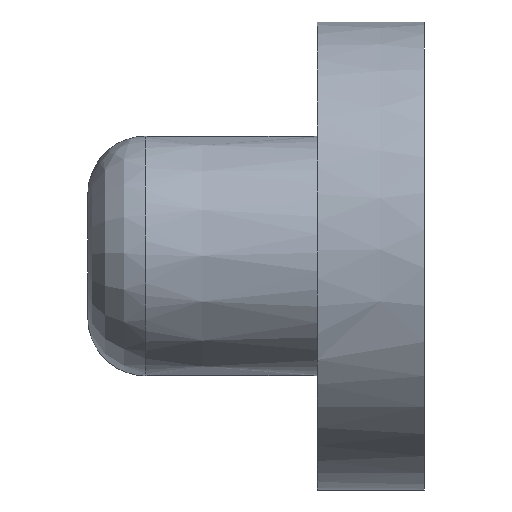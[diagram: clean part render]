
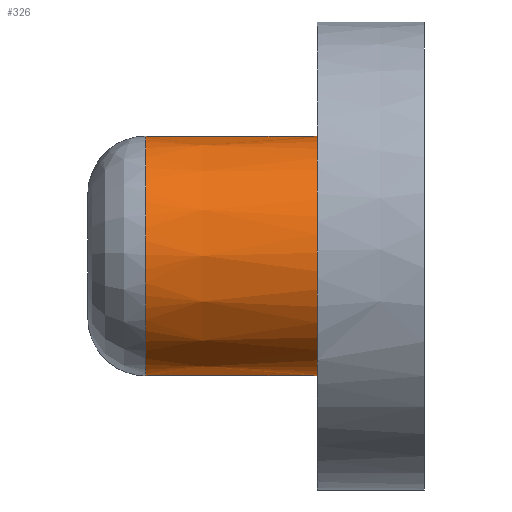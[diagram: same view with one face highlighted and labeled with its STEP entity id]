
A CAD part, top view. The second image highlights one B-rep face of the part: STEP entity #326.
In plain terms, the highlighted free-form (B-spline) face has degree [3, 1] with [7, 3] control points.
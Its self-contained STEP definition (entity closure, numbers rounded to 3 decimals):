
#75=CARTESIAN_POINT('',(-43.5,-11.762,3.056));
#76=VERTEX_POINT('',#75);
#77=CARTESIAN_POINT('',(-44.996,-11.762,3.056));
#78=VERTEX_POINT('',#77);
#79=CARTESIAN_POINT('',(-43.5,-11.762,3.056));
#80=DIRECTION('',(-1.,0.,0.));
#81=VECTOR('',#80,1.496);
#82=LINE('',#79,#81);
#83=EDGE_CURVE('',#76,#78,#82,.T.);
#85=CARTESIAN_POINT('',(-44.996,-9.672,3.056));
#86=VERTEX_POINT('',#85);
#148=CARTESIAN_POINT('',(-43.5,-9.672,3.056));
#149=VERTEX_POINT('',#148);
#150=CARTESIAN_POINT('',(-43.5,-9.672,3.056));
#151=DIRECTION('',(-1.,0.,0.));
#152=VECTOR('',#151,1.496);
#153=LINE('',#150,#152);
#154=EDGE_CURVE('',#149,#86,#153,.T.);
#199=CARTESIAN_POINT('',(-43.5,-9.672,3.056));
#200=CARTESIAN_POINT('',(-44.5,-9.672,3.056));
#201=CARTESIAN_POINT('',(-44.996,-9.672,3.056));
#202=CARTESIAN_POINT('',(-43.5,-9.672,3.333));
#203=CARTESIAN_POINT('',(-44.5,-9.672,3.333));
#204=CARTESIAN_POINT('',(-44.996,-9.672,3.333));
#205=CARTESIAN_POINT('',(-43.5,-9.898,3.874));
#206=CARTESIAN_POINT('',(-44.5,-9.898,3.874));
#207=CARTESIAN_POINT('',(-44.996,-9.898,3.874));
#208=CARTESIAN_POINT('',(-43.5,-10.716,4.215));
#209=CARTESIAN_POINT('',(-44.5,-10.716,4.215));
#210=CARTESIAN_POINT('',(-44.996,-10.716,4.215));
#211=CARTESIAN_POINT('',(-43.5,-11.536,3.876));
#212=CARTESIAN_POINT('',(-44.5,-11.536,3.876));
#213=CARTESIAN_POINT('',(-44.996,-11.536,3.876));
#214=CARTESIAN_POINT('',(-43.5,-11.762,3.332));
#215=CARTESIAN_POINT('',(-44.5,-11.762,3.332));
#216=CARTESIAN_POINT('',(-44.996,-11.762,3.332));
#217=CARTESIAN_POINT('',(-43.5,-11.762,3.056));
#218=CARTESIAN_POINT('',(-44.5,-11.762,3.056));
#219=CARTESIAN_POINT('',(-44.996,-11.762,3.056));
#220=B_SPLINE_SURFACE_WITH_KNOTS('',3,1,((#199,#200,#201),(#202,#203,#204),(#205,#206,#207),(#208,#209,#210),(#211,#212,#213),(#214,#215,#216),(#217,#218,#219)),.UNSPECIFIED.,.F.,.F.,.U.,(4,1,1,1,4),(2,1,2),(0.,0.001,0.002,0.002,0.003),(0.355,1.,1.32),.UNSPECIFIED.);
#221=ORIENTED_EDGE('',*,*,#154,.T.);
#222=CARTESIAN_POINT('',(-44.996,-9.672,3.056));
#223=CARTESIAN_POINT('',(-44.996,-9.672,3.127));
#224=CARTESIAN_POINT('',(-44.996,-9.68,3.196));
#225=CARTESIAN_POINT('',(-44.996,-9.693,3.263));
#226=CARTESIAN_POINT('',(-44.996,-9.707,3.329));
#227=CARTESIAN_POINT('',(-44.996,-9.726,3.393));
#228=CARTESIAN_POINT('',(-44.996,-9.752,3.455));
#229=CARTESIAN_POINT('',(-44.996,-9.803,3.58));
#230=CARTESIAN_POINT('',(-44.996,-9.877,3.696));
#231=CARTESIAN_POINT('',(-44.996,-9.98,3.798));
#232=CARTESIAN_POINT('',(-44.996,-10.031,3.849));
#233=CARTESIAN_POINT('',(-44.996,-10.085,3.891));
#234=CARTESIAN_POINT('',(-44.996,-10.142,3.928));
#235=CARTESIAN_POINT('',(-44.996,-10.198,3.965));
#236=CARTESIAN_POINT('',(-44.996,-10.257,3.996));
#237=CARTESIAN_POINT('',(-44.996,-10.319,4.021));
#238=CARTESIAN_POINT('',(-44.996,-10.38,4.047));
#239=CARTESIAN_POINT('',(-44.996,-10.443,4.066));
#240=CARTESIAN_POINT('',(-44.996,-10.51,4.08));
#241=CARTESIAN_POINT('',(-44.996,-10.577,4.094));
#242=CARTESIAN_POINT('',(-44.996,-10.647,4.102));
#243=CARTESIAN_POINT('',(-44.996,-10.718,4.102));
#244=CARTESIAN_POINT('',(-44.996,-10.862,4.101));
#245=CARTESIAN_POINT('',(-44.996,-10.995,4.071));
#246=CARTESIAN_POINT('',(-44.996,-11.117,4.021));
#247=CARTESIAN_POINT('',(-44.996,-11.178,3.995));
#248=CARTESIAN_POINT('',(-44.996,-11.238,3.964));
#249=CARTESIAN_POINT('',(-44.996,-11.295,3.927));
#250=CARTESIAN_POINT('',(-44.996,-11.351,3.89));
#251=CARTESIAN_POINT('',(-44.996,-11.405,3.847));
#252=CARTESIAN_POINT('',(-44.996,-11.456,3.796));
#253=CARTESIAN_POINT('',(-44.996,-11.507,3.745));
#254=CARTESIAN_POINT('',(-44.996,-11.551,3.69));
#255=CARTESIAN_POINT('',(-44.996,-11.589,3.633));
#256=CARTESIAN_POINT('',(-44.996,-11.626,3.576));
#257=CARTESIAN_POINT('',(-44.996,-11.657,3.517));
#258=CARTESIAN_POINT('',(-44.996,-11.682,3.455));
#259=CARTESIAN_POINT('',(-44.996,-11.708,3.393));
#260=CARTESIAN_POINT('',(-44.996,-11.728,3.328));
#261=CARTESIAN_POINT('',(-44.996,-11.741,3.262));
#262=CARTESIAN_POINT('',(-44.996,-11.748,3.229));
#263=CARTESIAN_POINT('',(-44.996,-11.753,3.196));
#264=CARTESIAN_POINT('',(-44.996,-11.757,3.161));
#265=CARTESIAN_POINT('',(-44.996,-11.759,3.144));
#266=CARTESIAN_POINT('',(-44.996,-11.76,3.127));
#267=CARTESIAN_POINT('',(-44.996,-11.761,3.109));
#268=CARTESIAN_POINT('',(-44.996,-11.761,3.101));
#269=CARTESIAN_POINT('',(-44.996,-11.762,3.092));
#270=CARTESIAN_POINT('',(-44.996,-11.762,3.083));
#271=CARTESIAN_POINT('',(-44.996,-11.762,3.078));
#272=CARTESIAN_POINT('',(-44.996,-11.762,3.074));
#273=CARTESIAN_POINT('',(-44.996,-11.762,3.069));
#274=CARTESIAN_POINT('',(-44.996,-11.762,3.067));
#275=CARTESIAN_POINT('',(-44.996,-11.762,3.065));
#276=CARTESIAN_POINT('',(-44.996,-11.762,3.063));
#277=CARTESIAN_POINT('',(-44.996,-11.762,3.061));
#278=CARTESIAN_POINT('',(-44.996,-11.762,3.057));
#279=CARTESIAN_POINT('',(-44.996,-11.762,3.056));
#280=B_SPLINE_CURVE_WITH_KNOTS('',3,(#222,#223,#224,#225,#226,#227,#228,#229,#230,#231,#232,#233,#234,#235,#236,#237,#238,#239,#240,#241,#242,#243,#244,#245,#246,#247,
#248,#249,#250,#251,#252,#253,#254,#255,#256,#257,#258,#259,#260,#261,#262,#263,#264,#265,#266,#267,#268,#269,#270,#271,#272,
#273,#274,#275,#276,#277,#278,#279),.UNSPECIFIED.,.F.,.F.,(4,3,3,3,3,3,3,3,3,3,3,3,3,3,3,3,3,3,3,4),(0.,0.,0.,0.,0.001,0.001,0.001,0.001,0.001,0.001,0.001,0.001,0.001,0.002,0.002,0.002,0.002,0.002,0.002,0.002),.UNSPECIFIED.);
#281=EDGE_CURVE('',#86,#78,#280,.T.);
#282=ORIENTED_EDGE('',*,*,#281,.T.);
#283=ORIENTED_EDGE('',*,*,#83,.F.);
#284=CARTESIAN_POINT('',(-43.5,-9.672,3.056));
#285=CARTESIAN_POINT('',(-43.5,-9.672,3.125));
#286=CARTESIAN_POINT('',(-43.5,-9.679,3.193));
#287=CARTESIAN_POINT('',(-43.5,-9.693,3.26));
#288=CARTESIAN_POINT('',(-43.5,-9.706,3.326));
#289=CARTESIAN_POINT('',(-43.5,-9.726,3.393));
#290=CARTESIAN_POINT('',(-43.5,-9.752,3.456));
#291=CARTESIAN_POINT('',(-43.5,-9.778,3.519));
#292=CARTESIAN_POINT('',(-43.5,-9.81,3.58));
#293=CARTESIAN_POINT('',(-43.5,-9.848,3.636));
#294=CARTESIAN_POINT('',(-43.5,-9.885,3.693));
#295=CARTESIAN_POINT('',(-43.5,-9.929,3.747));
#296=CARTESIAN_POINT('',(-43.5,-9.978,3.795));
#297=CARTESIAN_POINT('',(-43.5,-10.171,3.988));
#298=CARTESIAN_POINT('',(-43.5,-10.444,4.101));
#299=CARTESIAN_POINT('',(-43.5,-10.716,4.102));
#300=CARTESIAN_POINT('',(-43.5,-10.784,4.102));
#301=CARTESIAN_POINT('',(-43.5,-10.853,4.095));
#302=CARTESIAN_POINT('',(-43.5,-10.92,4.081));
#303=CARTESIAN_POINT('',(-43.5,-10.987,4.067));
#304=CARTESIAN_POINT('',(-43.5,-11.053,4.047));
#305=CARTESIAN_POINT('',(-43.5,-11.116,4.021));
#306=CARTESIAN_POINT('',(-43.5,-11.179,3.995));
#307=CARTESIAN_POINT('',(-43.5,-11.24,3.963));
#308=CARTESIAN_POINT('',(-43.5,-11.297,3.925));
#309=CARTESIAN_POINT('',(-43.5,-11.354,3.888));
#310=CARTESIAN_POINT('',(-43.5,-11.407,3.845));
#311=CARTESIAN_POINT('',(-43.5,-11.456,3.796));
#312=CARTESIAN_POINT('',(-43.5,-11.553,3.699));
#313=CARTESIAN_POINT('',(-43.5,-11.629,3.583));
#314=CARTESIAN_POINT('',(-43.5,-11.682,3.457));
#315=CARTESIAN_POINT('',(-43.5,-11.708,3.393));
#316=CARTESIAN_POINT('',(-43.5,-11.728,3.328));
#317=CARTESIAN_POINT('',(-43.5,-11.741,3.261));
#318=CARTESIAN_POINT('',(-43.5,-11.755,3.194));
#319=CARTESIAN_POINT('',(-43.5,-11.762,3.125));
#320=CARTESIAN_POINT('',(-43.5,-11.762,3.056));
#321=B_SPLINE_CURVE_WITH_KNOTS('',3,(#284,#285,#286,#287,#288,#289,#290,#291,#292,#293,#294,#295,#296,#297,#298,#299,#300,#301,#302,#303,#304,#305,#306,#307,#308,#309,
#310,#311,#312,#313,#314,#315,#316,#317,#318,#319,#320),.UNSPECIFIED.,.F.,.F.,(4,3,3,3,3,3,3,3,3,3,3,3,4),(0.,0.,0.,0.001,0.001,0.002,0.002,0.002,0.002,0.002,0.003,0.003,0.003),.UNSPECIFIED.);
#322=EDGE_CURVE('',#149,#76,#321,.T.);
#323=ORIENTED_EDGE('',*,*,#322,.F.);
#324=EDGE_LOOP('',(#221,#282,#283,#323));
#325=FACE_BOUND('',#324,.T.);
#326=ADVANCED_FACE('',(#325),#220,.F.);
